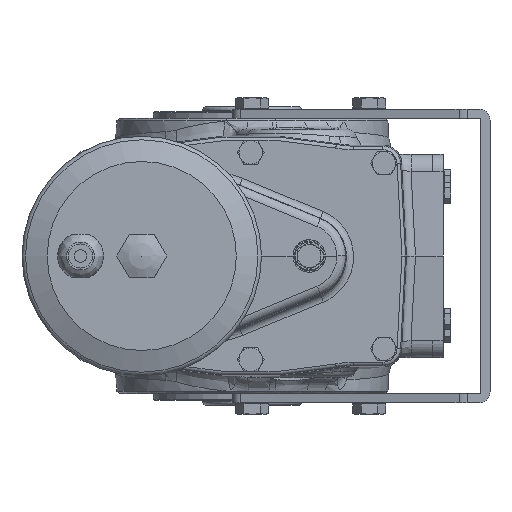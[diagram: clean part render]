
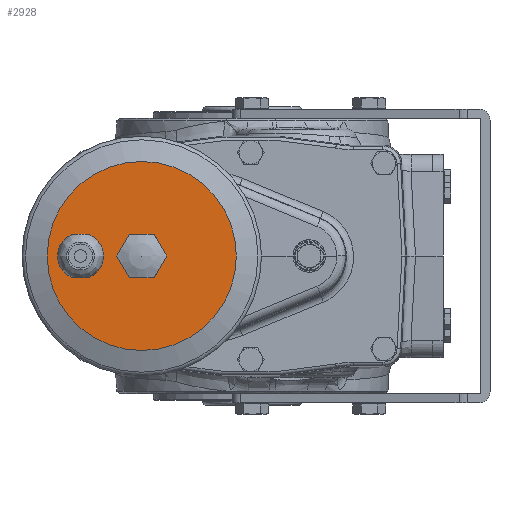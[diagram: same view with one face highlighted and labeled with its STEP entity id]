
A CAD part, left-side view. The second image highlights one B-rep face of the part: STEP entity #2928.
In plain terms, the highlighted planar face has unit normal (-1, 0, 0).
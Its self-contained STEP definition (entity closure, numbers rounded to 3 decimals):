
#2928 = ADVANCED_FACE( '', ( #6361, #6362, #6363 ), #6364, .T. );
#6361 = FACE_BOUND( '', #23244, .T. );
#6362 = FACE_OUTER_BOUND( '', #23245, .T. );
#6363 = FACE_BOUND( '', #23246, .T. );
#6364 = PLANE( '', #23247 );
#23244 = EDGE_LOOP( '', ( #33548, #33549, #33550, #33551 ) );
#23245 = EDGE_LOOP( '', ( #33552 ) );
#23246 = EDGE_LOOP( '', ( #33553, #33554, #33555, #33556, #33557, #33558 ) );
#23247 = AXIS2_PLACEMENT_3D( '', #33559, #33560, #33561 );
#33548 = ORIENTED_EDGE( '', *, *, #37740, .F. );
#33549 = ORIENTED_EDGE( '', *, *, #35824, .F. );
#33550 = ORIENTED_EDGE( '', *, *, #35110, .F. );
#33551 = ORIENTED_EDGE( '', *, *, #35457, .T. );
#33552 = ORIENTED_EDGE( '', *, *, #37360, .T. );
#33553 = ORIENTED_EDGE( '', *, *, #37944, .T. );
#33554 = ORIENTED_EDGE( '', *, *, #38070, .T. );
#33555 = ORIENTED_EDGE( '', *, *, #37748, .T. );
#33556 = ORIENTED_EDGE( '', *, *, #36642, .T. );
#33557 = ORIENTED_EDGE( '', *, *, #37703, .T. );
#33558 = ORIENTED_EDGE( '', *, *, #37216, .T. );
#33559 = CARTESIAN_POINT( '', ( -574.4, 113.9, 0. ) );
#33560 = DIRECTION( '', ( -1., 0., 0. ) );
#33561 = DIRECTION( '', ( 0., 1., 0. ) );
#35110 = EDGE_CURVE( '', #38447, #38450, #38451, .T. );
#35457 = EDGE_CURVE( '', #38447, #39045, #39047, .T. );
#35824 = EDGE_CURVE( '', #38450, #39648, #39649, .T. );
#36642 = EDGE_CURVE( '', #40921, #40925, #40927, .T. );
#37216 = EDGE_CURVE( '', #41731, #41735, #41737, .T. );
#37360 = EDGE_CURVE( '', #41923, #41923, #41924, .T. );
#37703 = EDGE_CURVE( '', #40925, #41731, #42344, .T. );
#37740 = EDGE_CURVE( '', #39648, #39045, #42387, .T. );
#37748 = EDGE_CURVE( '', #42395, #40921, #42398, .T. );
#37944 = EDGE_CURVE( '', #41735, #42628, #42630, .T. );
#38070 = EDGE_CURVE( '', #42628, #42395, #42771, .T. );
#38447 = VERTEX_POINT( '', #43211 );
#38450 = VERTEX_POINT( '', #43215 );
#38451 = CIRCLE( '', #43216, 12.8 );
#39045 = VERTEX_POINT( '', #44666 );
#39047 = LINE( '', #44669, #44670 );
#39648 = VERTEX_POINT( '', #46464 );
#39649 = LINE( '', #46465, #46466 );
#40921 = VERTEX_POINT( '', #49720 );
#40925 = VERTEX_POINT( '', #49725 );
#40927 = LINE( '', #49728, #49729 );
#41731 = VERTEX_POINT( '', #52005 );
#41735 = VERTEX_POINT( '', #52010 );
#41737 = LINE( '', #52013, #52014 );
#41923 = VERTEX_POINT( '', #52666 );
#41924 = CIRCLE( '', #52667, 52.5 );
#42344 = LINE( '', #53734, #53735 );
#42387 = CIRCLE( '', #53824, 12.8 );
#42395 = VERTEX_POINT( '', #53832 );
#42398 = LINE( '', #53836, #53837 );
#42628 = VERTEX_POINT( '', #54372 );
#42630 = LINE( '', #54375, #54376 );
#42771 = LINE( '', #54700, #54701 );
#43211 = CARTESIAN_POINT( '', ( -574.4, 99.854, 12. ) );
#43215 = CARTESIAN_POINT( '', ( -574.4, 99.854, -12. ) );
#43216 = AXIS2_PLACEMENT_3D( '', #55174, #55175, #55176 );
#44666 = CARTESIAN_POINT( '', ( -574.4, 90.946, 12. ) );
#44669 = CARTESIAN_POINT( '', ( -574.4, 99.854, 12. ) );
#44670 = VECTOR( '', #55572, 1000. );
#46464 = CARTESIAN_POINT( '', ( -574.4, 90.946, -12. ) );
#46465 = CARTESIAN_POINT( '', ( -574.4, 99.854, -12. ) );
#46466 = VECTOR( '', #55963, 1000. );
#49720 = CARTESIAN_POINT( '', ( -574.4, 68.328, -12. ) );
#49725 = CARTESIAN_POINT( '', ( -574.4, 75.256, 0. ) );
#49728 = CARTESIAN_POINT( '', ( -574.4, 68.328, -12. ) );
#49729 = VECTOR( '', #56881, 1000. );
#52005 = CARTESIAN_POINT( '', ( -574.4, 68.328, 12. ) );
#52010 = CARTESIAN_POINT( '', ( -574.4, 54.472, 12. ) );
#52013 = CARTESIAN_POINT( '', ( -574.4, 68.328, 12. ) );
#52014 = VECTOR( '', #57489, 1000. );
#52666 = CARTESIAN_POINT( '', ( -574.4, 113.9, 0. ) );
#52667 = AXIS2_PLACEMENT_3D( '', #57652, #57653, #57654 );
#53734 = CARTESIAN_POINT( '', ( -574.4, 75.256, 0. ) );
#53735 = VECTOR( '', #57962, 1000. );
#53824 = AXIS2_PLACEMENT_3D( '', #57992, #57993, #57994 );
#53832 = CARTESIAN_POINT( '', ( -574.4, 54.472, -12. ) );
#53836 = CARTESIAN_POINT( '', ( -574.4, 54.472, -12. ) );
#53837 = VECTOR( '', #58005, 1000. );
#54372 = CARTESIAN_POINT( '', ( -574.4, 47.544, 0. ) );
#54375 = CARTESIAN_POINT( '', ( -574.4, 54.472, 12. ) );
#54376 = VECTOR( '', #58138, 1000. );
#54700 = CARTESIAN_POINT( '', ( -574.4, 47.544, 0. ) );
#54701 = VECTOR( '', #58233, 1000. );
#55174 = CARTESIAN_POINT( '', ( -574.4, 95.4, 0. ) );
#55175 = DIRECTION( '', ( -1., 0., 0. ) );
#55176 = DIRECTION( '', ( 0., 1., 0. ) );
#55572 = DIRECTION( '', ( 0., -1., 0. ) );
#55963 = DIRECTION( '', ( 0., -1., 0. ) );
#56881 = DIRECTION( '', ( 0., 0.5, 0.866 ) );
#57489 = DIRECTION( '', ( 0., -1., 0. ) );
#57652 = CARTESIAN_POINT( '', ( -574.4, 61.4, 0. ) );
#57653 = DIRECTION( '', ( -1., 0., 0. ) );
#57654 = DIRECTION( '', ( 0., 1., 0. ) );
#57962 = DIRECTION( '', ( 0., -0.5, 0.866 ) );
#57992 = CARTESIAN_POINT( '', ( -574.4, 95.4, 0. ) );
#57993 = DIRECTION( '', ( -1., 0., 0. ) );
#57994 = DIRECTION( '', ( 0., 1., 0. ) );
#58005 = DIRECTION( '', ( 0., 1., 0. ) );
#58138 = DIRECTION( '', ( 0., -0.5, -0.866 ) );
#58233 = DIRECTION( '', ( 0., 0.5, -0.866 ) );
